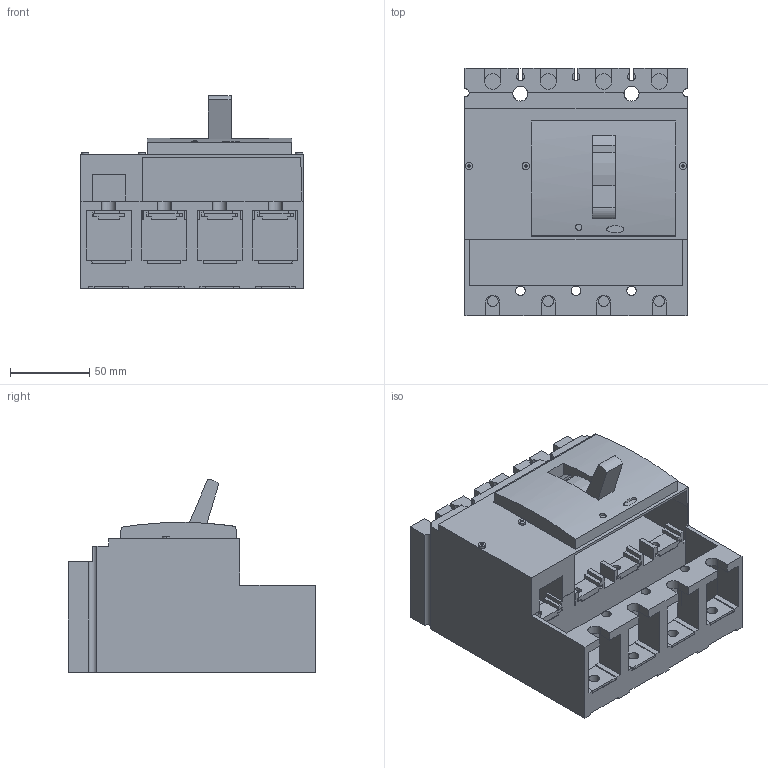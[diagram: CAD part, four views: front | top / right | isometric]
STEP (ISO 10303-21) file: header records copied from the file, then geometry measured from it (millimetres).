
FILE_DESCRIPTION((''),'2;1');
FILE_NAME('SB109706','2013-09-12T',('SESA217760'),('Schneider-Electric'),'PRO/ENGINEER BY PARAMETRIC TECHNOLOGY CORPORATION, 2011410','PRO/ENGINEER BY PARAMETRIC TECHNOLOGY CORPORATION, 2011410','');
FILE_SCHEMA(('CONFIG_CONTROL_DESIGN'));
Length unit declared in the file: millimetre
Products named in the file (1): SB109706
Bounding box: 140 x 156 x 121.57 mm (x, y, z)
Volume: 1109796 mm3; surface area: 156676.4 mm2
Topology: 1 solids, 1 shells, 500 faces, 1454 edges, 970 vertices
Faces by surface type: plane 438, cylinder 60, extrusion 2
Entity records: 16515 total; most frequent: CARTESIAN_POINT 3008, ORIENTED_EDGE 2908, DIRECTION 2627, EDGE_CURVE 1454, VECTOR 1273, LINE 1271, VERTEX_POINT 970, AXIS2_PLACEMENT_3D 677
